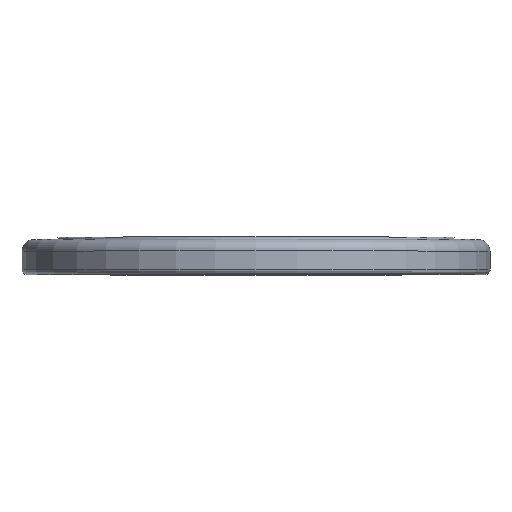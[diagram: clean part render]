
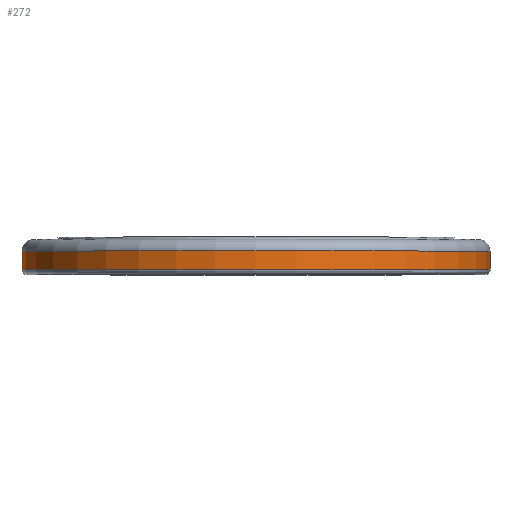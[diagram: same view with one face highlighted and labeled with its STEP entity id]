
A CAD part, top view. The second image highlights one B-rep face of the part: STEP entity #272.
In plain terms, the highlighted cylindrical face has radius 10 mm (diameter 20 mm), a full revolution.
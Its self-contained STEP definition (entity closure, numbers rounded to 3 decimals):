
#272=ADVANCED_FACE('',(#463,#464),#465,.T.);
#463=FACE_OUTER_BOUND('',#736,.T.);
#464=FACE_OUTER_BOUND('',#737,.T.);
#465=CYLINDRICAL_SURFACE('',#738,10.0);
#736=EDGE_LOOP('',(#1449));
#737=EDGE_LOOP('',(#1450));
#738=AXIS2_PLACEMENT_3D('',#1451,#1452,#1453);
#1449=ORIENTED_EDGE('',*,*,#2213,.T.);
#1450=ORIENTED_EDGE('',*,*,#2262,.F.);
#1451=CARTESIAN_POINT('',(0.0,0.0,0.0));
#1452=DIRECTION('',(0.0,1.0,0.0));
#1453=DIRECTION('',(0.0,0.0,1.0));
#2213=EDGE_CURVE('',#2565,#2565,#2566,.T.);
#2262=EDGE_CURVE('',#2655,#2655,#2656,.T.);
#2565=VERTEX_POINT('',#3565);
#2566=CIRCLE('',#3566,10.0);
#2655=VERTEX_POINT('',#3915);
#2656=CIRCLE('',#3916,10.0);
#3565=CARTESIAN_POINT('',(0.0,0.2,10.0));
#3566=AXIS2_PLACEMENT_3D('',#4313,#4314,#4315);
#3915=CARTESIAN_POINT('',(0.0,1.0,10.0));
#3916=AXIS2_PLACEMENT_3D('',#4321,#4322,#4323);
#4313=CARTESIAN_POINT('',(0.0,0.2,0.0));
#4314=DIRECTION('',(0.0,1.0,0.0));
#4315=DIRECTION('',(0.0,0.0,1.0));
#4321=CARTESIAN_POINT('',(0.0,1.0,0.0));
#4322=DIRECTION('',(0.0,1.0,0.0));
#4323=DIRECTION('',(0.0,0.0,1.0));
